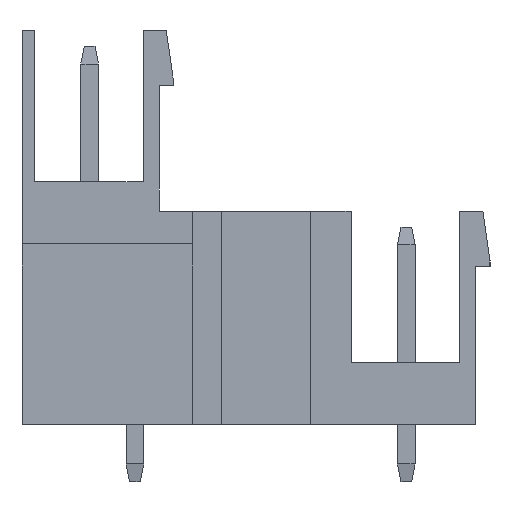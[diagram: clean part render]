
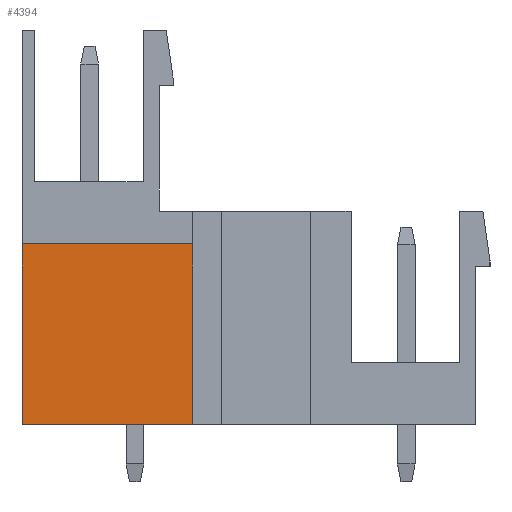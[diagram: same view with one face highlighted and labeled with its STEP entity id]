
A CAD part, left-side view. The second image highlights one B-rep face of the part: STEP entity #4394.
In plain terms, the highlighted planar face has unit normal (-1, 0, 0).
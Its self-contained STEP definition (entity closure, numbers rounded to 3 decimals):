
#4381=AXIS2_PLACEMENT_3D('Plane Axis2P3D',#4378,#4379,#4380) ;
#2741=CARTESIAN_POINT('Vertex',(1.,26.28,3.2)) ;
#2744=CARTESIAN_POINT('Line Origine',(1.,26.28,8.28)) ;
#2748=CARTESIAN_POINT('Vertex',(1.,26.28,13.36)) ;
#2826=CARTESIAN_POINT('Vertex',(1.,16.7,3.2)) ;
#2829=CARTESIAN_POINT('Line Origine',(1.,21.49,3.2)) ;
#4361=CARTESIAN_POINT('Vertex',(1.,16.7,13.36)) ;
#4364=CARTESIAN_POINT('Line Origine',(1.,16.7,8.28)) ;
#4378=CARTESIAN_POINT('Axis2P3D Location',(1.,0.,13.36)) ;
#4383=CARTESIAN_POINT('Line Origine',(1.,21.49,13.36)) ;
#2745=DIRECTION('Vector Direction',(0.,0.,-1.)) ;
#2830=DIRECTION('Vector Direction',(0.,1.,0.)) ;
#4365=DIRECTION('Vector Direction',(0.,0.,1.)) ;
#4379=DIRECTION('Axis2P3D Direction',(1.,-0.,0.)) ;
#4380=DIRECTION('Axis2P3D XDirection',(0.,0.,-1.)) ;
#4384=DIRECTION('Vector Direction',(0.,1.,0.)) ;
#2746=VECTOR('Line Direction',#2745,1.) ;
#2831=VECTOR('Line Direction',#2830,1.) ;
#4366=VECTOR('Line Direction',#4365,1.) ;
#4385=VECTOR('Line Direction',#4384,1.) ;
#4389=ORIENTED_EDGE('',*,*,#4368,.T.) ;
#4390=ORIENTED_EDGE('',*,*,#4387,.T.) ;
#4391=ORIENTED_EDGE('',*,*,#2750,.T.) ;
#4392=ORIENTED_EDGE('',*,*,#2833,.F.) ;
#4394=ADVANCED_FACE('Housing',(#4393),#4382,.F.) ;
#2750=EDGE_CURVE('',#2749,#2742,#2747,.T.) ;
#2833=EDGE_CURVE('',#2827,#2742,#2832,.T.) ;
#4368=EDGE_CURVE('',#2827,#4362,#4367,.T.) ;
#4387=EDGE_CURVE('',#4362,#2749,#4386,.T.) ;
#4388=EDGE_LOOP('',(#4389,#4390,#4391,#4392)) ;
#4393=FACE_OUTER_BOUND('',#4388,.T.) ;
#2747=LINE('Line',#2744,#2746) ;
#2832=LINE('Line',#2829,#2831) ;
#4367=LINE('Line',#4364,#4366) ;
#4386=LINE('Line',#4383,#4385) ;
#4382=PLANE('',#4381) ;
#2742=VERTEX_POINT('',#2741) ;
#2749=VERTEX_POINT('',#2748) ;
#2827=VERTEX_POINT('',#2826) ;
#4362=VERTEX_POINT('',#4361) ;
